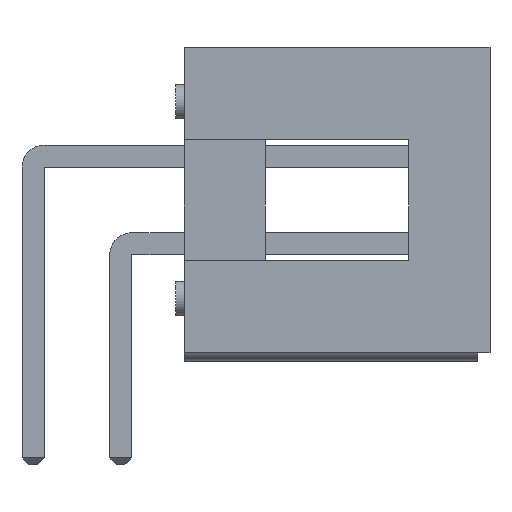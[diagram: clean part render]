
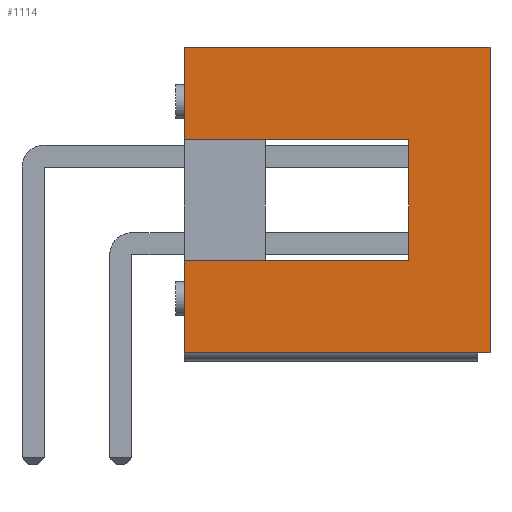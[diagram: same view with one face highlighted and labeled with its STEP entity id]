
A CAD part, front view. The second image highlights one B-rep face of the part: STEP entity #1114.
In plain terms, the highlighted planar face has unit normal (0, -1, 0).
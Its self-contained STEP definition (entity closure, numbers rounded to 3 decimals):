
#64 = VERTEX_POINT('',#65);
#65 = CARTESIAN_POINT('',(4.38,-30.5,0.245));
#155 = VERTEX_POINT('',#156);
#156 = CARTESIAN_POINT('',(4.38,-30.5,9.095));
#162 = EDGE_CURVE('',#155,#163,#165,.T.);
#163 = VERTEX_POINT('',#164);
#164 = CARTESIAN_POINT('',(4.38,-30.5,6.42));
#165 = LINE('',#166,#167);
#166 = CARTESIAN_POINT('',(4.38,-30.5,9.095));
#167 = VECTOR('',#168,1.);
#168 = DIRECTION('',(0.,0.,-1.));
#187 = VERTEX_POINT('',#188);
#188 = CARTESIAN_POINT('',(4.38,-30.5,2.92));
#194 = EDGE_CURVE('',#187,#64,#195,.T.);
#195 = LINE('',#196,#197);
#196 = CARTESIAN_POINT('',(4.38,-30.5,9.095));
#197 = VECTOR('',#198,1.);
#198 = DIRECTION('',(0.,0.,-1.));
#1023 = EDGE_CURVE('',#64,#1024,#1026,.T.);
#1024 = VERTEX_POINT('',#1025);
#1025 = CARTESIAN_POINT('',(13.23,-30.5,0.245));
#1026 = LINE('',#1027,#1028);
#1027 = CARTESIAN_POINT('',(4.38,-30.5,0.245));
#1028 = VECTOR('',#1029,1.);
#1029 = DIRECTION('',(1.,0.,0.));
#1114 = ADVANCED_FACE('',(#1115),#1156,.F.);
#1115 = FACE_BOUND('',#1116,.F.);
#1116 = EDGE_LOOP('',(#1117,#1125,#1131,#1132,#1133,#1141,#1149,#1155));
#1117 = ORIENTED_EDGE('',*,*,#1118,.F.);
#1118 = EDGE_CURVE('',#1119,#155,#1121,.T.);
#1119 = VERTEX_POINT('',#1120);
#1120 = CARTESIAN_POINT('',(13.23,-30.5,9.095));
#1121 = LINE('',#1122,#1123);
#1122 = CARTESIAN_POINT('',(13.23,-30.5,9.095));
#1123 = VECTOR('',#1124,1.);
#1124 = DIRECTION('',(-1.,0.,0.));
#1125 = ORIENTED_EDGE('',*,*,#1126,.T.);
#1126 = EDGE_CURVE('',#1119,#1024,#1127,.T.);
#1127 = LINE('',#1128,#1129);
#1128 = CARTESIAN_POINT('',(13.23,-30.5,9.095));
#1129 = VECTOR('',#1130,1.);
#1130 = DIRECTION('',(0.,0.,-1.));
#1131 = ORIENTED_EDGE('',*,*,#1023,.F.);
#1132 = ORIENTED_EDGE('',*,*,#194,.F.);
#1133 = ORIENTED_EDGE('',*,*,#1134,.T.);
#1134 = EDGE_CURVE('',#187,#1135,#1137,.T.);
#1135 = VERTEX_POINT('',#1136);
#1136 = CARTESIAN_POINT('',(10.88,-30.5,2.92));
#1137 = LINE('',#1138,#1139);
#1138 = CARTESIAN_POINT('',(4.38,-30.5,2.92));
#1139 = VECTOR('',#1140,1.);
#1140 = DIRECTION('',(1.,0.,0.));
#1141 = ORIENTED_EDGE('',*,*,#1142,.F.);
#1142 = EDGE_CURVE('',#1143,#1135,#1145,.T.);
#1143 = VERTEX_POINT('',#1144);
#1144 = CARTESIAN_POINT('',(10.88,-30.5,6.42));
#1145 = LINE('',#1146,#1147);
#1146 = CARTESIAN_POINT('',(10.88,-30.5,6.883));
#1147 = VECTOR('',#1148,1.);
#1148 = DIRECTION('',(0.,0.,-1.));
#1149 = ORIENTED_EDGE('',*,*,#1150,.T.);
#1150 = EDGE_CURVE('',#1143,#163,#1151,.T.);
#1151 = LINE('',#1152,#1153);
#1152 = CARTESIAN_POINT('',(4.38,-30.5,6.42));
#1153 = VECTOR('',#1154,1.);
#1154 = DIRECTION('',(-1.,0.,0.));
#1155 = ORIENTED_EDGE('',*,*,#162,.F.);
#1156 = PLANE('',#1157);
#1157 = AXIS2_PLACEMENT_3D('',#1158,#1159,#1160);
#1158 = CARTESIAN_POINT('',(4.38,-30.5,9.095));
#1159 = DIRECTION('',(0.,1.,0.));
#1160 = DIRECTION('',(0.,0.,-1.));
